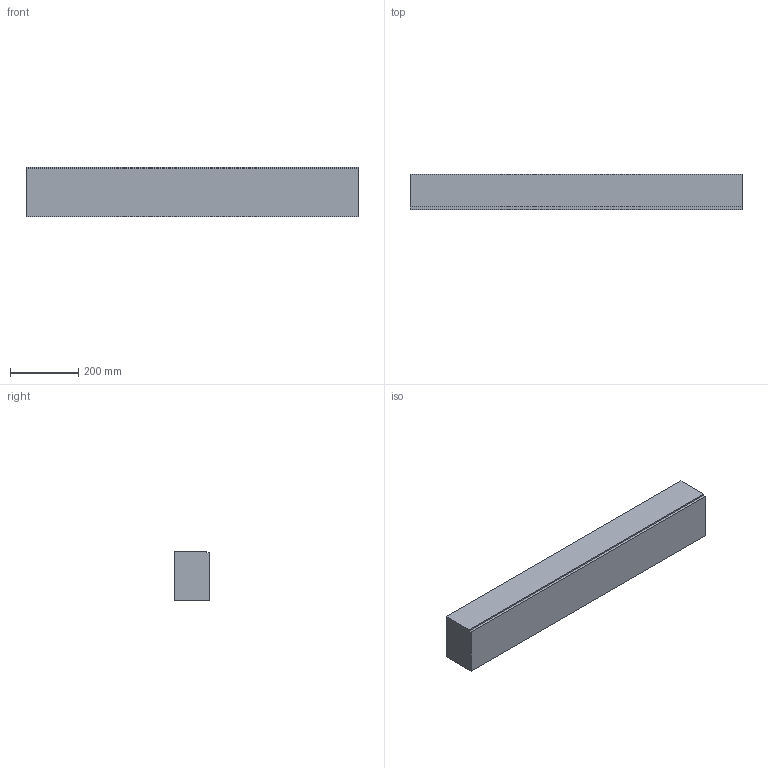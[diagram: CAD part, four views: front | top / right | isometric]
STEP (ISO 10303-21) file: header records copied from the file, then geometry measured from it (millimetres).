
FILE_DESCRIPTION (( 'STEP AP214' ), '1' );
FILE_NAME ('SCA-AB2.STEP', '2020-06-26T09:45:15', ( 'User' ), ( '' ), 'SwSTEP 2.0', 'SolidWorks 2019', '' );
FILE_SCHEMA (( 'AUTOMOTIVE_DESIGN' ));
Length unit declared in the file: millimetre
Products named in the file (2): SCA-AB2
Bounding box: 975 x 103 x 145 mm (x, y, z)
Volume: 4034986.6 mm3; surface area: 1031909.6 mm2
Topology: 2 solids, 2 shells, 49 faces, 126 edges, 84 vertices
Faces by surface type: plane 37, cylinder 12
Entity records: 1554 total; most frequent: CARTESIAN_POINT 261, DIRECTION 252, ORIENTED_EDGE 252, EDGE_CURVE 126, LINE 102, VECTOR 102, VERTEX_POINT 84, AXIS2_PLACEMENT_3D 75
